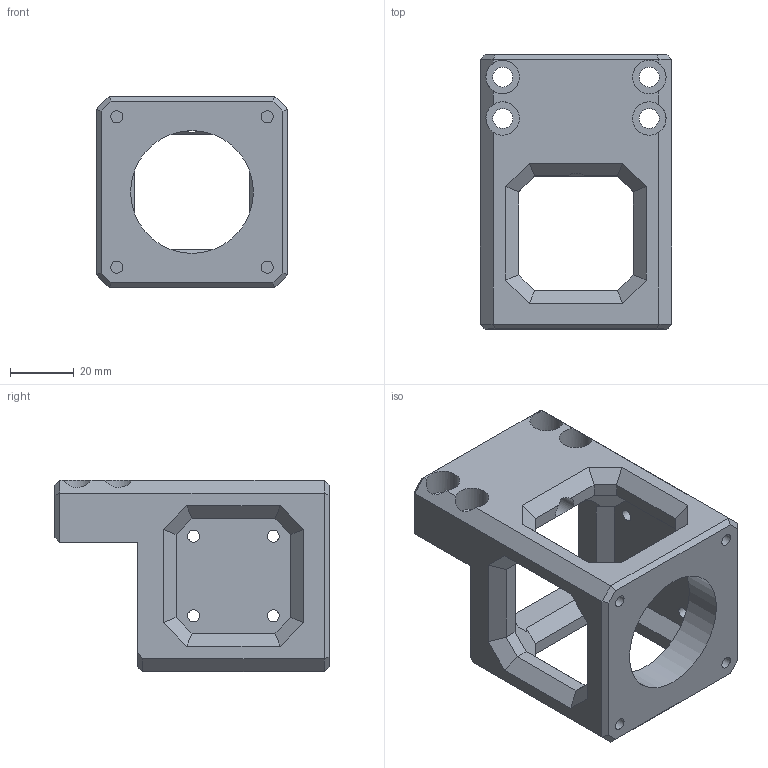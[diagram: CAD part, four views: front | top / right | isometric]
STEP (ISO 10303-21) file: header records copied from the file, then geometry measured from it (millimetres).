
FILE_DESCRIPTION(/* description */ (''),/* implementation_level */ '2;1');
FILE_NAME(/* name */ 'Zaxis Nema23 Stepper Mount.step',/* time_stamp */ '2024-04-15T14:44:35-07:00',/* author */ (''),/* organization */ (''),/* preprocessor_version */ 'ST-DEVELOPER v20',/* originating_system */ 'Autodesk Translation Framework v12.20.1.177',/* authorisation */ '');
FILE_SCHEMA (('AUTOMOTIVE_DESIGN { 1 0 10303 214 3 1 1 }'));
Length unit declared in the file: millimetre
Products named in the file (1): Zaxis Nema23 Stepper Mount
Bounding box: 60 x 86 x 60 mm (x, y, z)
Volume: 97657.5 mm3; surface area: 31495.9 mm2
Topology: 1 solids, 1 shells, 138 faces, 362 edges, 228 vertices
Faces by surface type: plane 118, cylinder 20
Full cylindrical faces by diameter (mm): 3.75 x10, 6.25 x4, 8.2 x1, 10.5 x4, 38.5 x1
Entity records: 4243 total; most frequent: CARTESIAN_POINT 729, ORIENTED_EDGE 724, DIRECTION 692, EDGE_CURVE 362, LINE 310, VECTOR 310, VERTEX_POINT 228, AXIS2_PLACEMENT_3D 191
